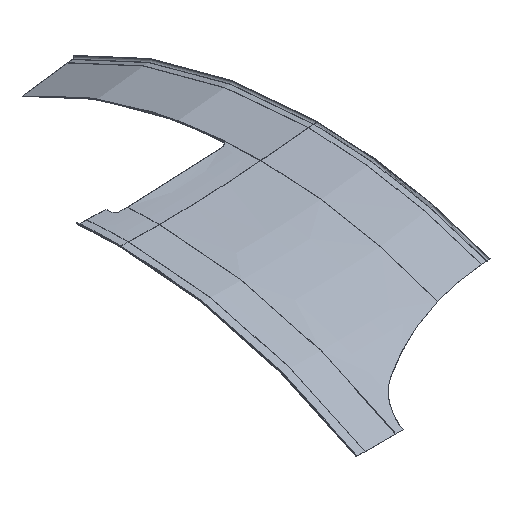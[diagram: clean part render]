
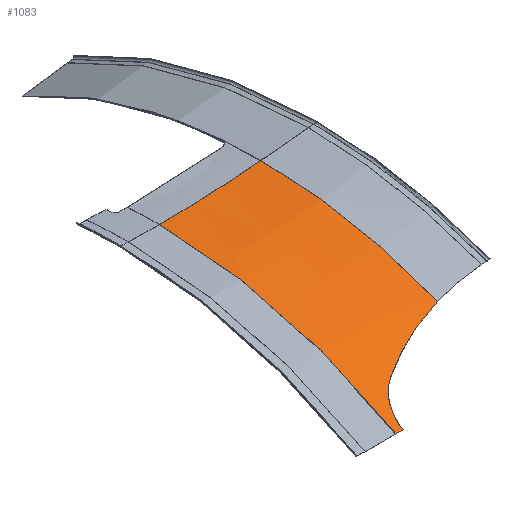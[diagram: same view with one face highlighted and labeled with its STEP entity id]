
A CAD part, isometric view. The second image highlights one B-rep face of the part: STEP entity #1083.
In plain terms, the highlighted toroidal (fillet/blend) face has major radius 3883.51 mm and minor radius 2699.49 mm.
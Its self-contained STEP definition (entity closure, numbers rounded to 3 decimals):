
#378=CARTESIAN_POINT('Vertex',(120.,-590.742,1026.195)) ;
#382=CARTESIAN_POINT('Control Point',(120.,-590.742,1026.195)) ;
#383=CARTESIAN_POINT('Control Point',(116.367,-590.73,1026.174)) ;
#384=CARTESIAN_POINT('Control Point',(112.734,-590.721,1026.158)) ;
#385=CARTESIAN_POINT('Control Point',(109.101,-590.715,1026.148)) ;
#386=CARTESIAN_POINT('Control Point',(105.467,-590.712,1026.143)) ;
#387=CARTESIAN_POINT('Control Point',(101.834,-590.712,1026.143)) ;
#388=CARTESIAN_POINT('Vertex',(101.834,-590.712,1026.143)) ;
#637=CARTESIAN_POINT('Vertex',(101.834,0.,1184.022)) ;
#972=CARTESIAN_POINT('Control Point',(173.504,-506.267,1071.381)) ;
#973=CARTESIAN_POINT('Control Point',(171.294,-507.493,1070.737)) ;
#974=CARTESIAN_POINT('Control Point',(169.124,-508.776,1070.067)) ;
#975=CARTESIAN_POINT('Control Point',(166.994,-510.117,1069.371)) ;
#976=CARTESIAN_POINT('Control Point',(164.51,-511.779,1068.511)) ;
#977=CARTESIAN_POINT('Control Point',(162.088,-513.519,1067.614)) ;
#978=CARTESIAN_POINT('Control Point',(161.68,-513.816,1067.461)) ;
#979=CARTESIAN_POINT('Control Point',(160.842,-514.432,1067.144)) ;
#980=CARTESIAN_POINT('Control Point',(160.012,-515.058,1066.822)) ;
#981=CARTESIAN_POINT('Control Point',(159.611,-515.364,1066.665)) ;
#982=CARTESIAN_POINT('Control Point',(158.452,-516.259,1066.205)) ;
#983=CARTESIAN_POINT('Control Point',(157.308,-517.172,1065.736)) ;
#984=CARTESIAN_POINT('Control Point',(156.512,-517.823,1065.401)) ;
#985=CARTESIAN_POINT('Control Point',(150.827,-522.579,1062.96)) ;
#986=CARTESIAN_POINT('Control Point',(145.636,-527.737,1060.316)) ;
#987=CARTESIAN_POINT('Control Point',(141.515,-532.487,1057.872)) ;
#988=CARTESIAN_POINT('Control Point',(137.789,-537.494,1055.276)) ;
#989=CARTESIAN_POINT('Control Point',(134.482,-542.738,1052.526)) ;
#990=CARTESIAN_POINT('Vertex',(173.504,-506.267,1071.381)) ;
#992=CARTESIAN_POINT('Vertex',(134.482,-542.738,1052.526)) ;
#996=CARTESIAN_POINT('Control Point',(134.482,-542.738,1052.526)) ;
#997=CARTESIAN_POINT('Control Point',(131.154,-548.017,1049.759)) ;
#998=CARTESIAN_POINT('Control Point',(128.293,-553.47,1046.872)) ;
#999=CARTESIAN_POINT('Control Point',(125.898,-559.07,1043.87)) ;
#1000=CARTESIAN_POINT('Control Point',(123.681,-565.678,1040.276)) ;
#1001=CARTESIAN_POINT('Control Point',(122.116,-572.421,1036.545)) ;
#1002=CARTESIAN_POINT('Control Point',(121.927,-573.285,1036.066)) ;
#1003=CARTESIAN_POINT('Control Point',(121.561,-575.067,1035.075)) ;
#1004=CARTESIAN_POINT('Control Point',(121.241,-576.852,1034.078)) ;
#1005=CARTESIAN_POINT('Control Point',(121.076,-577.85,1033.52)) ;
#1006=CARTESIAN_POINT('Control Point',(120.605,-580.954,1031.777)) ;
#1007=CARTESIAN_POINT('Control Point',(120.276,-584.061,1030.02)) ;
#1008=CARTESIAN_POINT('Control Point',(120.112,-586.29,1028.751)) ;
#1009=CARTESIAN_POINT('Control Point',(120.02,-588.518,1027.476)) ;
#1010=CARTESIAN_POINT('Control Point',(120.,-590.742,1026.195)) ;
#1027=CARTESIAN_POINT('Axis2P3D Location',(101.834,0.,0.)) ;
#1033=CARTESIAN_POINT('Control Point',(355.553,-441.568,1111.471)) ;
#1034=CARTESIAN_POINT('Control Point',(341.05,-444.099,1108.992)) ;
#1035=CARTESIAN_POINT('Control Point',(327.043,-447.029,1106.499)) ;
#1036=CARTESIAN_POINT('Control Point',(313.536,-450.303,1103.994)) ;
#1037=CARTESIAN_POINT('Control Point',(295.825,-455.149,1100.573)) ;
#1038=CARTESIAN_POINT('Control Point',(278.99,-460.452,1097.132)) ;
#1039=CARTESIAN_POINT('Control Point',(274.57,-461.894,1096.214)) ;
#1040=CARTESIAN_POINT('Control Point',(269.095,-463.74,1095.06)) ;
#1041=CARTESIAN_POINT('Control Point',(263.712,-465.63,1093.904)) ;
#1042=CARTESIAN_POINT('Control Point',(262.61,-466.019,1093.666)) ;
#1043=CARTESIAN_POINT('Control Point',(260.412,-466.803,1093.19)) ;
#1044=CARTESIAN_POINT('Control Point',(258.229,-467.594,1092.713)) ;
#1045=CARTESIAN_POINT('Control Point',(257.146,-467.989,1092.476)) ;
#1046=CARTESIAN_POINT('Control Point',(251.575,-470.038,1091.25)) ;
#1047=CARTESIAN_POINT('Control Point',(246.111,-472.129,1090.022)) ;
#1048=CARTESIAN_POINT('Control Point',(241.781,-473.835,1089.033)) ;
#1049=CARTESIAN_POINT('Control Point',(224.261,-480.938,1084.963)) ;
#1050=CARTESIAN_POINT('Control Point',(207.794,-488.408,1080.861)) ;
#1051=CARTESIAN_POINT('Control Point',(195.877,-494.23,1077.733)) ;
#1052=CARTESIAN_POINT('Control Point',(184.461,-500.19,1074.574)) ;
#1053=CARTESIAN_POINT('Control Point',(173.504,-506.267,1071.381)) ;
#1054=CARTESIAN_POINT('Vertex',(355.553,-441.568,1111.471)) ;
#1057=CARTESIAN_POINT('Axis2P3D Location',(355.553,0.,0.)) ;
#1061=CARTESIAN_POINT('Vertex',(355.553,0.,1195.972)) ;
#1064=CARTESIAN_POINT('Axis2P3D Location',(101.834,0.,3883.512)) ;
#1069=CARTESIAN_POINT('Axis2P3D Location',(101.834,0.,0.)) ;
#1028=DIRECTION('Axis2P3D Direction',(-1.,0.,0.)) ;
#1029=DIRECTION('Axis2P3D XDirection',(0.,0.,-1.)) ;
#1058=DIRECTION('Axis2P3D Direction',(-1.,0.,0.)) ;
#1065=DIRECTION('Axis2P3D Direction',(-0.,-1.,0.)) ;
#1070=DIRECTION('Axis2P3D Direction',(-1.,0.,0.)) ;
#1030=AXIS2_PLACEMENT_3D('Torus Axis2P3D',#1027,#1028,#1029) ;
#1059=AXIS2_PLACEMENT_3D('Circle Axis2P3D',#1057,#1058,$) ;
#1066=AXIS2_PLACEMENT_3D('Circle Axis2P3D',#1064,#1065,$) ;
#1071=AXIS2_PLACEMENT_3D('Circle Axis2P3D',#1069,#1070,$) ;
#1060=CIRCLE('generated circle',#1059,1195.972) ;
#1067=CIRCLE('generated circle',#1066,2699.49) ;
#1072=CIRCLE('generated circle',#1071,1184.022) ;
#1031=TOROIDAL_SURFACE('homeo Torus',#1030,3883.512,2699.49) ;
#390=EDGE_CURVE('',#379,#389,#381,.T.) ;
#994=EDGE_CURVE('',#991,#993,#971,.T.) ;
#1011=EDGE_CURVE('',#993,#379,#995,.T.) ;
#1056=EDGE_CURVE('',#1055,#991,#1032,.T.) ;
#1063=EDGE_CURVE('',#1055,#1062,#1060,.T.) ;
#1068=EDGE_CURVE('',#1062,#638,#1067,.F.) ;
#1073=EDGE_CURVE('',#638,#389,#1072,.F.) ;
#1074=EDGE_LOOP('',(#1075,#1076,#1077,#1078,#1079,#1080,#1081)) ;
#1075=ORIENTED_EDGE('',*,*,#390,.F.) ;
#1076=ORIENTED_EDGE('',*,*,#1011,.F.) ;
#1077=ORIENTED_EDGE('',*,*,#994,.F.) ;
#1078=ORIENTED_EDGE('',*,*,#1056,.F.) ;
#1079=ORIENTED_EDGE('',*,*,#1063,.T.) ;
#1080=ORIENTED_EDGE('',*,*,#1068,.T.) ;
#1081=ORIENTED_EDGE('',*,*,#1073,.T.) ;
#379=VERTEX_POINT('',#378) ;
#389=VERTEX_POINT('',#388) ;
#638=VERTEX_POINT('',#637) ;
#991=VERTEX_POINT('',#990) ;
#993=VERTEX_POINT('',#992) ;
#1055=VERTEX_POINT('',#1054) ;
#1062=VERTEX_POINT('',#1061) ;
#1083=ADVANCED_FACE('MANIFOLD_SOLID_BREP #140',(#1082),#1031,.F.) ;
#381=B_SPLINE_CURVE_WITH_KNOTS('',5,(#382,#383,#384,#385,#386,#387),.UNSPECIFIED.,.F.,.U.,(6,6),(0.,25.699),.UNSPECIFIED.) ;
#971=B_SPLINE_CURVE_WITH_KNOTS('',5,(#972,#973,#974,#975,#976,#977,#978,#979,#980,#981,#982,#983,#984,#985,#986,#987,#988,#989),.UNSPECIFIED.,.F.,.U.,(6,3,3,3,3,6),(0.,18.485,21.994,25.503,32.805,80.542),.UNSPECIFIED.) ;
#995=B_SPLINE_CURVE_WITH_KNOTS('',5,(#996,#997,#998,#999,#1000,#1001,#1002,#1003,#1004,#1005,#1006,#1007,#1008,#1009,#1010),.UNSPECIFIED.,.F.,.U.,(6,3,3,3,6),(0.,48.045,55.467,62.625,80.822),.UNSPECIFIED.) ;
#1032=B_SPLINE_CURVE_WITH_KNOTS('',5,(#1033,#1034,#1035,#1036,#1037,#1038,#1039,#1040,#1041,#1042,#1043,#1044,#1045,#1046,#1047,#1048,#1049,#1050,#1051,#1052,#1053),.UNSPECIFIED.,.F.,.U.,(6,3,3,3,3,3,6),(0.,117.074,159.497,170.387,181.423,226.767,367.723),.UNSPECIFIED.) ;
#1082=FACE_OUTER_BOUND('',#1074,.T.) ;
